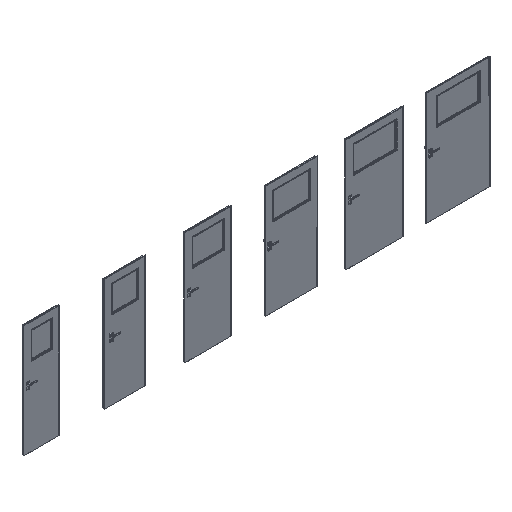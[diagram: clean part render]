
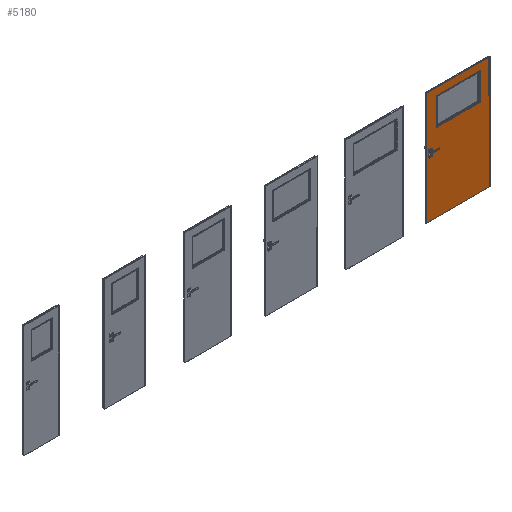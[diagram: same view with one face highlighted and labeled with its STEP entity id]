
A CAD part, isometric view. The second image highlights one B-rep face of the part: STEP entity #5180.
In plain terms, the highlighted planar face has unit normal (0, -1, 0).
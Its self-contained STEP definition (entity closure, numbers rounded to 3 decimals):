
#1450=B_SPLINE_CURVE_WITH_KNOTS('',3,(#65686,#65687,#65688,#65689),
 .UNSPECIFIED.,.F.,.F.,(4,4),(0.,1.),.UNSPECIFIED.);
#1451=B_SPLINE_CURVE_WITH_KNOTS('',3,(#65692,#65693,#65694,#65695),
 .UNSPECIFIED.,.F.,.F.,(4,4),(0.,1.),.UNSPECIFIED.);
#1452=B_SPLINE_CURVE_WITH_KNOTS('',3,(#65697,#65698,#65699,#65700),
 .UNSPECIFIED.,.F.,.F.,(4,4),(0.,1.),.UNSPECIFIED.);
#1453=B_SPLINE_CURVE_WITH_KNOTS('',3,(#65702,#65703,#65704,#65705),
 .UNSPECIFIED.,.F.,.F.,(4,4),(0.,1.),.UNSPECIFIED.);
#1454=B_SPLINE_CURVE_WITH_KNOTS('',3,(#65707,#65708,#65709,#65710),
 .UNSPECIFIED.,.F.,.F.,(4,4),(0.,1.),.UNSPECIFIED.);
#5180=ADVANCED_FACE('',(#7557,#7558),#6352,.F.);
#6352=PLANE('',#29685);
#7557=FACE_BOUND('',#8767,.T.);
#7558=FACE_BOUND('',#8768,.T.);
#8767=EDGE_LOOP('',(#14594,#14595,#14596,#14597));
#8768=EDGE_LOOP('',(#14598,#14599,#14600,#14601,#14602));
#14594=ORIENTED_EDGE('',*,*,#22754,.T.);
#14595=ORIENTED_EDGE('',*,*,#22755,.T.);
#14596=ORIENTED_EDGE('',*,*,#22756,.F.);
#14597=ORIENTED_EDGE('',*,*,#22757,.F.);
#14598=ORIENTED_EDGE('',*,*,#22758,.F.);
#14599=ORIENTED_EDGE('',*,*,#22759,.F.);
#14600=ORIENTED_EDGE('',*,*,#22760,.F.);
#14601=ORIENTED_EDGE('',*,*,#22761,.F.);
#14602=ORIENTED_EDGE('',*,*,#22762,.F.);
#19289=VERTEX_POINT('',#65679);
#19290=VERTEX_POINT('',#65680);
#19291=VERTEX_POINT('',#65682);
#19292=VERTEX_POINT('',#65684);
#19293=VERTEX_POINT('',#65690);
#19294=VERTEX_POINT('',#65691);
#19295=VERTEX_POINT('',#65696);
#19296=VERTEX_POINT('',#65701);
#19297=VERTEX_POINT('',#65706);
#22754=EDGE_CURVE('',#19289,#19290,#25691,.T.);
#22755=EDGE_CURVE('',#19290,#19291,#25692,.T.);
#22756=EDGE_CURVE('',#19292,#19291,#25693,.T.);
#22757=EDGE_CURVE('',#19289,#19292,#25694,.T.);
#22758=EDGE_CURVE('',#19293,#19294,#1450,.T.);
#22759=EDGE_CURVE('',#19295,#19293,#1451,.T.);
#22760=EDGE_CURVE('',#19296,#19295,#1452,.T.);
#22761=EDGE_CURVE('',#19297,#19296,#1453,.T.);
#22762=EDGE_CURVE('',#19294,#19297,#1454,.T.);
#25691=LINE('',#65678,#27856);
#25692=LINE('',#65681,#27857);
#25693=LINE('',#65683,#27858);
#25694=LINE('',#65685,#27859);
#27856=VECTOR('',#34026,1.);
#27857=VECTOR('',#34027,1.);
#27858=VECTOR('',#34028,1.);
#27859=VECTOR('',#34029,1.);
#29685=AXIS2_PLACEMENT_3D('',#65711,#34030,#34031);
#34026=DIRECTION('',(0.,0.,-1.));
#34027=DIRECTION('',(1.,0.,0.));
#34028=DIRECTION('',(0.,0.,-1.));
#34029=DIRECTION('',(1.,0.,0.));
#34030=DIRECTION('',(0.,1.,0.));
#34031=DIRECTION('',(-1.,0.,0.));
#65678=CARTESIAN_POINT('',(6928.,-39.3,2030.));
#65679=CARTESIAN_POINT('',(6928.,-39.3,2030.));
#65680=CARTESIAN_POINT('',(6928.,-39.3,2.));
#65681=CARTESIAN_POINT('',(7178.,-39.3,2.));
#65682=CARTESIAN_POINT('',(8072.,-39.3,2.));
#65683=CARTESIAN_POINT('',(8072.,-39.3,2030.));
#65684=CARTESIAN_POINT('',(8072.,-39.3,2030.));
#65685=CARTESIAN_POINT('',(7178.,-39.3,2030.));
#65686=CARTESIAN_POINT('',(7108.,-39.3,1412.));
#65687=CARTESIAN_POINT('',(7238.667,-39.3,1412.));
#65688=CARTESIAN_POINT('',(7369.333,-39.3,1412.));
#65689=CARTESIAN_POINT('',(7500.,-39.3,1412.));
#65690=CARTESIAN_POINT('',(7108.,-39.3,1412.));
#65691=CARTESIAN_POINT('',(7500.,-39.3,1412.));
#65692=CARTESIAN_POINT('',(7108.,-39.3,1900.));
#65693=CARTESIAN_POINT('',(7108.,-39.3,1737.333));
#65694=CARTESIAN_POINT('',(7108.,-39.3,1574.667));
#65695=CARTESIAN_POINT('',(7108.,-39.3,1412.));
#65696=CARTESIAN_POINT('',(7108.,-39.3,1900.));
#65697=CARTESIAN_POINT('',(7892.,-39.3,1900.));
#65698=CARTESIAN_POINT('',(7630.667,-39.3,1900.));
#65699=CARTESIAN_POINT('',(7369.333,-39.3,1900.));
#65700=CARTESIAN_POINT('',(7108.,-39.3,1900.));
#65701=CARTESIAN_POINT('',(7892.,-39.3,1900.));
#65702=CARTESIAN_POINT('',(7892.,-39.3,1412.));
#65703=CARTESIAN_POINT('',(7892.,-39.3,1574.667));
#65704=CARTESIAN_POINT('',(7892.,-39.3,1737.333));
#65705=CARTESIAN_POINT('',(7892.,-39.3,1900.));
#65706=CARTESIAN_POINT('',(7892.,-39.3,1412.));
#65707=CARTESIAN_POINT('',(7500.,-39.3,1412.));
#65708=CARTESIAN_POINT('',(7630.667,-39.3,1412.));
#65709=CARTESIAN_POINT('',(7761.333,-39.3,1412.));
#65710=CARTESIAN_POINT('',(7892.,-39.3,1412.));
#65711=CARTESIAN_POINT('',(7178.,-39.3,2030.));
